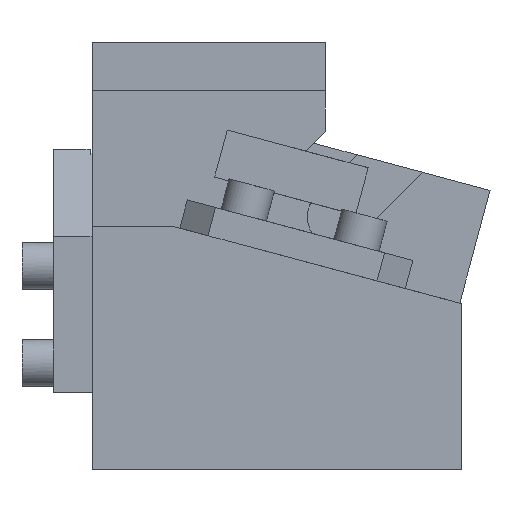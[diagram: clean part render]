
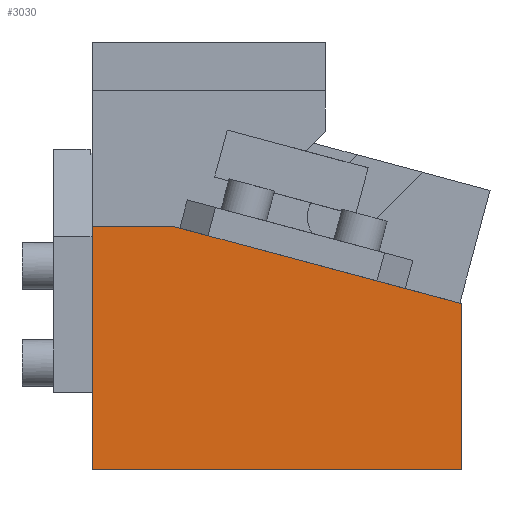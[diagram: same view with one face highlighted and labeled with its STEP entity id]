
A CAD part, front view. The second image highlights one B-rep face of the part: STEP entity #3030.
In plain terms, the highlighted planar face has unit normal (0, -1, 0).
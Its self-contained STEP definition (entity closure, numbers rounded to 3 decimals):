
#574=CARTESIAN_POINT('Vertex',(42.587,0.,125.)) ;
#579=CARTESIAN_POINT('Line Origine',(116.293,0.,105.25)) ;
#583=CARTESIAN_POINT('Vertex',(190.,0.,85.501)) ;
#2986=CARTESIAN_POINT('Axis2P3D Location',(0.,0.,0.)) ;
#2992=CARTESIAN_POINT('Control Point',(42.587,0.,125.)) ;
#2993=CARTESIAN_POINT('Control Point',(34.069,0.,125.)) ;
#2994=CARTESIAN_POINT('Control Point',(25.552,0.,125.)) ;
#2995=CARTESIAN_POINT('Control Point',(17.035,0.,125.)) ;
#2996=CARTESIAN_POINT('Control Point',(8.517,0.,125.)) ;
#2997=CARTESIAN_POINT('Control Point',(0.,0.,125.)) ;
#2998=CARTESIAN_POINT('Vertex',(0.,0.,125.)) ;
#3002=CARTESIAN_POINT('Control Point',(0.,0.,125.)) ;
#3003=CARTESIAN_POINT('Control Point',(0.,0.,100.)) ;
#3004=CARTESIAN_POINT('Control Point',(0.,0.,75.)) ;
#3005=CARTESIAN_POINT('Control Point',(0.,0.,50.)) ;
#3006=CARTESIAN_POINT('Control Point',(0.,0.,25.)) ;
#3007=CARTESIAN_POINT('Control Point',(0.,0.,0.)) ;
#3008=CARTESIAN_POINT('Vertex',(0.,0.,0.)) ;
#3011=CARTESIAN_POINT('Line Origine',(95.,0.,0.)) ;
#3015=CARTESIAN_POINT('Vertex',(190.,0.,0.)) ;
#3018=CARTESIAN_POINT('Line Origine',(190.,0.,42.75)) ;
#580=DIRECTION('Vector Direction',(-0.966,0.,0.259)) ;
#2987=DIRECTION('Axis2P3D Direction',(0.,-1.,0.)) ;
#2988=DIRECTION('Axis2P3D XDirection',(1.,0.,0.)) ;
#3012=DIRECTION('Vector Direction',(-1.,0.,0.)) ;
#3019=DIRECTION('Vector Direction',(0.,0.,1.)) ;
#2989=AXIS2_PLACEMENT_3D('Plane Axis2P3D',#2986,#2987,#2988) ;
#3024=ORIENTED_EDGE('',*,*,#585,.T.) ;
#3025=ORIENTED_EDGE('',*,*,#3000,.T.) ;
#3026=ORIENTED_EDGE('',*,*,#3010,.T.) ;
#3027=ORIENTED_EDGE('',*,*,#3017,.F.) ;
#3028=ORIENTED_EDGE('',*,*,#3022,.T.) ;
#581=VECTOR('Line Direction',#580,1.) ;
#3013=VECTOR('Line Direction',#3012,1.) ;
#3020=VECTOR('Line Direction',#3019,1.) ;
#3030=ADVANCED_FACE('CAM HOLDER',(#3029),#2990,.T.) ;
#2991=B_SPLINE_CURVE_WITH_KNOTS('',5,(#2992,#2993,#2994,#2995,#2996,#2997),.UNSPECIFIED.,.F.,.U.,(6,6),(0.,42.587),.UNSPECIFIED.) ;
#3001=B_SPLINE_CURVE_WITH_KNOTS('',5,(#3002,#3003,#3004,#3005,#3006,#3007),.UNSPECIFIED.,.F.,.U.,(6,6),(0.,125.),.UNSPECIFIED.) ;
#585=EDGE_CURVE('',#584,#575,#582,.T.) ;
#3000=EDGE_CURVE('',#575,#2999,#2991,.T.) ;
#3010=EDGE_CURVE('',#2999,#3009,#3001,.T.) ;
#3017=EDGE_CURVE('',#3016,#3009,#3014,.T.) ;
#3022=EDGE_CURVE('',#3016,#584,#3021,.T.) ;
#3023=EDGE_LOOP('',(#3024,#3025,#3026,#3027,#3028)) ;
#3029=FACE_OUTER_BOUND('',#3023,.T.) ;
#582=LINE('Line',#579,#581) ;
#3014=LINE('Line',#3011,#3013) ;
#3021=LINE('Line',#3018,#3020) ;
#2990=PLANE('Plane',#2989) ;
#575=VERTEX_POINT('',#574) ;
#584=VERTEX_POINT('',#583) ;
#2999=VERTEX_POINT('',#2998) ;
#3009=VERTEX_POINT('',#3008) ;
#3016=VERTEX_POINT('',#3015) ;
